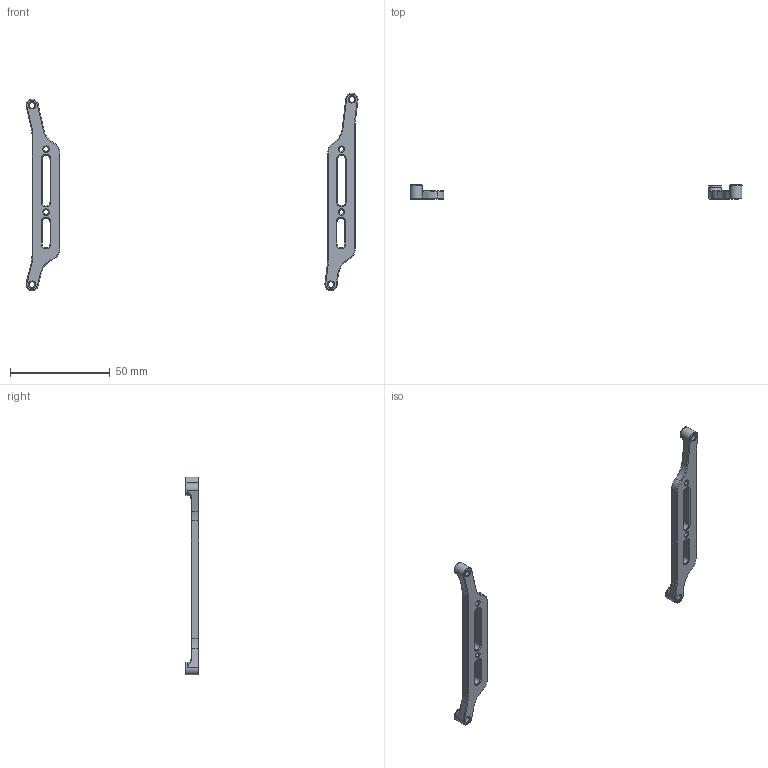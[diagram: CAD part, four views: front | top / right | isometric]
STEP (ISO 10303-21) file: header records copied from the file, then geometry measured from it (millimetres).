
FILE_DESCRIPTION(/* description */ (''),/* implementation_level */ '2;1');
FILE_NAME(/* name */ 'Manta-M8P_Bracket.step',/* time_stamp */ '2022-10-10T23:18:23+02:00',/* author */ (''),/* organization */ (''),/* preprocessor_version */ 'ST-DEVELOPER v19',/* originating_system */ 'Autodesk Translation Framework v11.7.0.108',/* authorisation */ '');
FILE_SCHEMA (('AUTOMOTIVE_DESIGN { 1 0 10303 214 3 1 1 }'));
Length unit declared in the file: millimetre
Products named in the file (1): Manta-M8P_Bracket
Bounding box: 166.6 x 7 x 99.1 mm (x, y, z)
Volume: 7221.3 mm3; surface area: 6439.3 mm2
Topology: 2 solids, 2 shells, 602 faces, 1614 edges, 1040 vertices
Faces by surface type: plane 260, bspline 238, cylinder 48, cone 36, torus 20
Full cylindrical faces by diameter (mm): 2.4 x4, 2.9 x4, 4 x4, 6.1 x4
Entity records: 21158 total; most frequent: CARTESIAN_POINT 7607, ORIENTED_EDGE 3212, DIRECTION 2032, EDGE_CURVE 1606, VERTEX_POINT 1040, LINE 958, VECTOR 958, EDGE_LOOP 658
